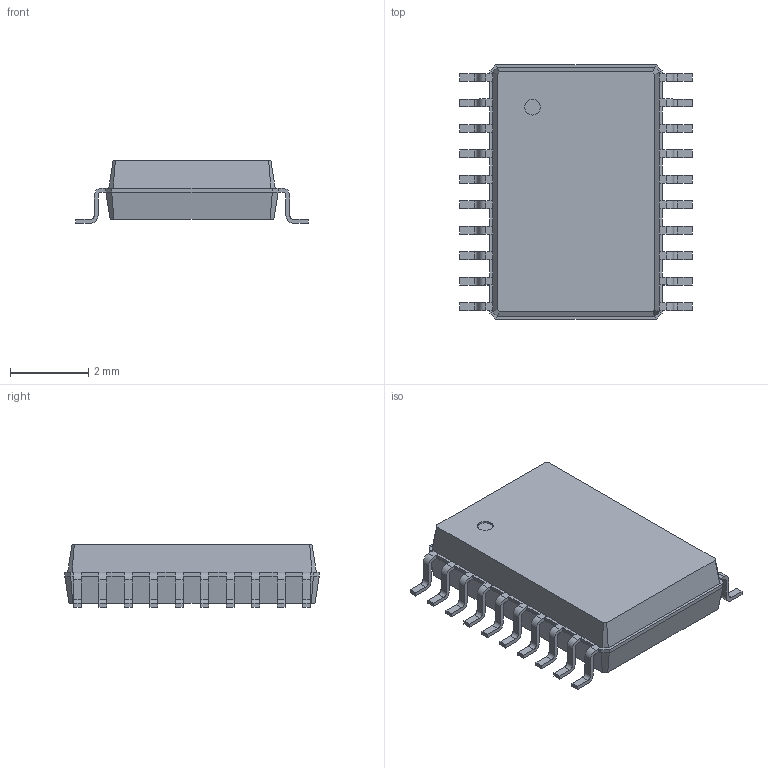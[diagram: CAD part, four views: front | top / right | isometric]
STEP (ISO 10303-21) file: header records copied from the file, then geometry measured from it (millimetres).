
FILE_DESCRIPTION(/* description */ ('model of Texas_PWP0020A'),/* implementation_level */ '2;1');
FILE_NAME(/* name */ 'Texas_PWP0020A.step',/* time_stamp */ '2018-11-03T20:59:13',/* author */ ('kicad StepUp','ksu'),/* organization */ ('FreeCAD'),/* preprocessor_version */ 'OCC',/* originating_system */ 'kicad StepUp',/* authorisation */ '');
FILE_SCHEMA(('AUTOMOTIVE_DESIGN { 1 0 10303 214 1 1 1 1 }'));
Length unit declared in the file: millimetre
Products named in the file (1): Texas_PWP0020A
Bounding box: 5.94 x 6.5 x 1.6 mm (x, y, z)
Volume: 40.7 mm3; surface area: 101.5 mm2
Topology: 1 solids, 1 shells, 336 faces, 895 edges, 562 vertices
Faces by surface type: plane 211, cylinder 81, bspline 44
Full cylindrical faces by diameter (mm): 0.4 x1
Entity records: 6627 total; most frequent: ORIENTED_EDGE 1534, EDGE_CURVE 895, CARTESIAN_POINT 765, VERTEX_POINT 562, LINE 561, AXIS2_PLACEMENT_3D 394, FACE_BOUND 337, EDGE_LOOP 337
